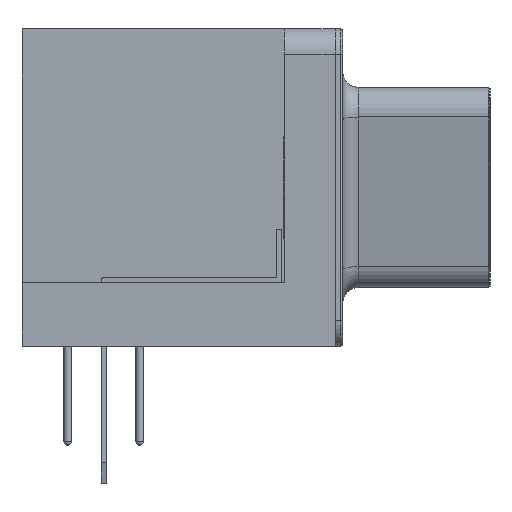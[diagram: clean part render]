
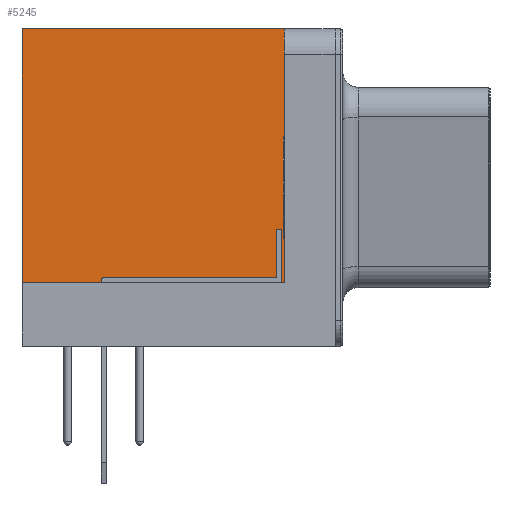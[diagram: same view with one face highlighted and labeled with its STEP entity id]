
A CAD part, left-side view. The second image highlights one B-rep face of the part: STEP entity #5245.
In plain terms, the highlighted planar face has unit normal (-1, 0, 0).
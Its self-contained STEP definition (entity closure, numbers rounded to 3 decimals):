
#4091 = VERTEX_POINT('',#4092);
#4092 = CARTESIAN_POINT('',(-4.43,1.8,12.5));
#4098 = EDGE_CURVE('',#4099,#4091,#4101,.T.);
#4099 = VERTEX_POINT('',#4100);
#4100 = CARTESIAN_POINT('',(-4.43,-8.54,12.5));
#4101 = LINE('',#4102,#4103);
#4102 = CARTESIAN_POINT('',(-4.43,-9.54,12.5));
#4103 = VECTOR('',#4104,1.);
#4104 = DIRECTION('',(0.,1.,0.));
#4188 = EDGE_CURVE('',#4189,#4091,#4191,.T.);
#4189 = VERTEX_POINT('',#4190);
#4190 = CARTESIAN_POINT('',(-4.43,1.8,2.5));
#4191 = LINE('',#4192,#4193);
#4192 = CARTESIAN_POINT('',(-4.43,1.8,4.375));
#4193 = VECTOR('',#4194,1.);
#4194 = DIRECTION('',(0.,0.,1.));
#5075 = VERTEX_POINT('',#5076);
#5076 = CARTESIAN_POINT('',(-4.43,-8.54,2.5));
#5082 = EDGE_CURVE('',#5075,#4099,#5083,.T.);
#5083 = LINE('',#5084,#5085);
#5084 = CARTESIAN_POINT('',(-4.43,-8.54,2.5));
#5085 = VECTOR('',#5086,1.);
#5086 = DIRECTION('',(0.,0.,1.));
#5112 = EDGE_CURVE('',#5075,#4189,#5113,.T.);
#5113 = LINE('',#5114,#5115);
#5114 = CARTESIAN_POINT('',(-4.43,-8.54,2.5));
#5115 = VECTOR('',#5116,1.);
#5116 = DIRECTION('',(0.,1.,0.));
#5245 = ADVANCED_FACE('',(#5246),#5252,.F.);
#5246 = FACE_BOUND('',#5247,.F.);
#5247 = EDGE_LOOP('',(#5248,#5249,#5250,#5251));
#5248 = ORIENTED_EDGE('',*,*,#5082,.F.);
#5249 = ORIENTED_EDGE('',*,*,#5112,.T.);
#5250 = ORIENTED_EDGE('',*,*,#4188,.T.);
#5251 = ORIENTED_EDGE('',*,*,#4098,.F.);
#5252 = PLANE('',#5253);
#5253 = AXIS2_PLACEMENT_3D('',#5254,#5255,#5256);
#5254 = CARTESIAN_POINT('',(-4.43,-8.54,2.5));
#5255 = DIRECTION('',(1.,0.,0.));
#5256 = DIRECTION('',(0.,0.,1.));
